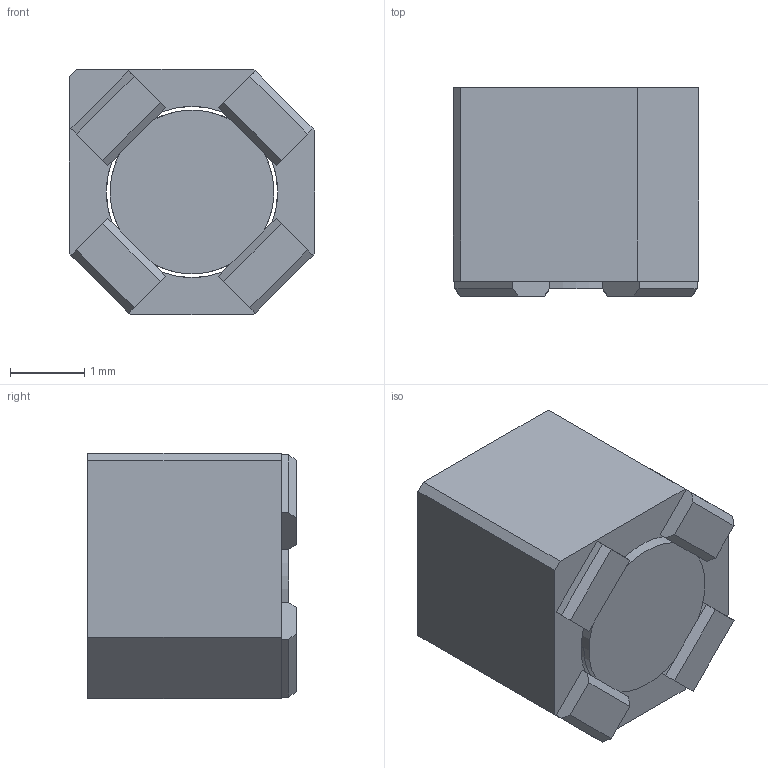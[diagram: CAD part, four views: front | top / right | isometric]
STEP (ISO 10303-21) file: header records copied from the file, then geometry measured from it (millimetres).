
FILE_DESCRIPTION((''),'2;1');
FILE_NAME('SRU3028','2012-07-13T',('ryans'),('Bourns, Inc.'),'PRO/ENGINEER BY PARAMETRIC TECHNOLOGY CORPORATION, 2010100','PRO/ENGINEER BY PARAMETRIC TECHNOLOGY CORPORATION, 2010100','');
FILE_SCHEMA(('CONFIG_CONTROL_DESIGN'));
Length unit declared in the file: millimetre
Products named in the file (1): SRU3028
Bounding box: 3.3 x 2.8 x 3.3 mm (x, y, z)
Volume: 25.7 mm3; surface area: 89 mm2
Topology: 1 solids, 1 shells, 55 faces, 157 edges, 97 vertices
Faces by surface type: plane 51, cylinder 4
Entity records: 1805 total; most frequent: ORIENTED_EDGE 314, CARTESIAN_POINT 309, DIRECTION 291, EDGE_CURVE 157, VECTOR 133, LINE 133, VERTEX_POINT 97, AXIS2_PLACEMENT_3D 79
